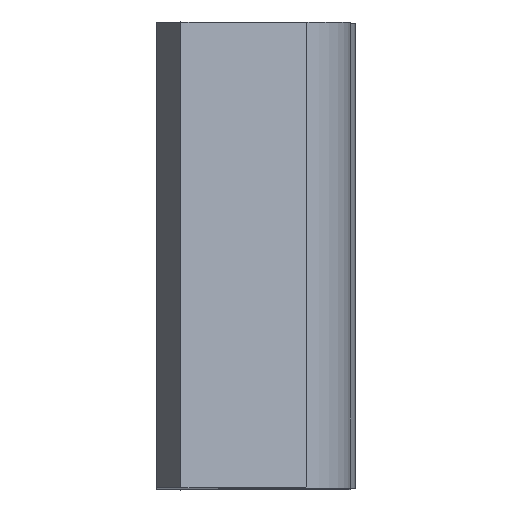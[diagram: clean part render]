
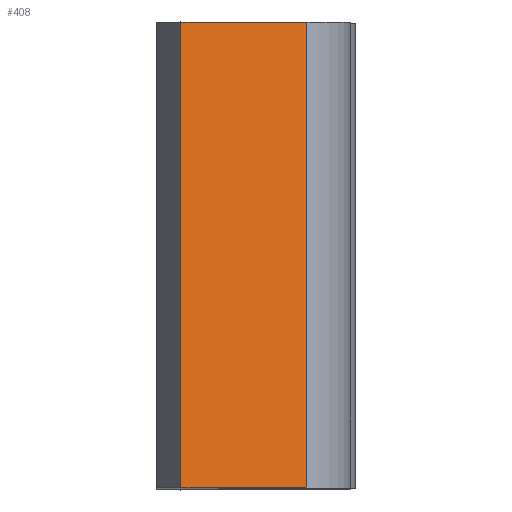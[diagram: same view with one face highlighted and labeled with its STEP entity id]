
A CAD part, top view. The second image highlights one B-rep face of the part: STEP entity #408.
In plain terms, the highlighted planar face has unit normal (0.53, 0, 0.848).
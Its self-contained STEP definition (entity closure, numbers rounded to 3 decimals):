
#30 = CARTESIAN_POINT ( 'NONE',  ( -8.859, 0., 3.942 ) ) ;
#46 = CARTESIAN_POINT ( 'NONE',  ( -8.859, 3., 3.942 ) ) ;
#64 = CARTESIAN_POINT ( 'NONE',  ( -8.048, 0., 3.435 ) ) ;
#105 = DIRECTION ( 'NONE',  ( -0.848, 0., 0.53 ) ) ;
#118 = EDGE_CURVE ( 'NONE', #273, #858, #301, .T. ) ;
#157 = ORIENTED_EDGE ( 'NONE', *, *, #118, .F. ) ;
#185 = VERTEX_POINT ( 'NONE', #466 ) ;
#206 = CARTESIAN_POINT ( 'NONE',  ( -8.859, 0., 3.942 ) ) ;
#230 = AXIS2_PLACEMENT_3D ( 'NONE', #46, #650, #254 ) ;
#237 = EDGE_LOOP ( 'NONE', ( #157, #592, #488, #726 ) ) ;
#254 = DIRECTION ( 'NONE',  ( 0.848, 0., -0.53 ) ) ;
#273 = VERTEX_POINT ( 'NONE', #64 ) ;
#279 = CARTESIAN_POINT ( 'NONE',  ( -8.859, 3., 3.942 ) ) ;
#301 = LINE ( 'NONE', #30, #691 ) ;
#317 = LINE ( 'NONE', #574, #622 ) ;
#336 = CARTESIAN_POINT ( 'NONE',  ( -8.859, 3., 3.942 ) ) ;
#347 = EDGE_CURVE ( 'NONE', #185, #604, #317, .T. ) ;
#368 = VECTOR ( 'NONE', #837, 1000. ) ;
#408 = ADVANCED_FACE ( 'NONE', ( #436 ), #710, .T. ) ;
#425 = CARTESIAN_POINT ( 'NONE',  ( -8.048, 3., 3.435 ) ) ;
#436 = FACE_OUTER_BOUND ( 'NONE', #237, .T. ) ;
#442 = VECTOR ( 'NONE', #795, 1000. ) ;
#464 = LINE ( 'NONE', #336, #442 ) ;
#466 = CARTESIAN_POINT ( 'NONE',  ( -8.048, 3., 3.435 ) ) ;
#473 = EDGE_CURVE ( 'NONE', #604, #858, #464, .T. ) ;
#488 = ORIENTED_EDGE ( 'NONE', *, *, #347, .T. ) ;
#574 = CARTESIAN_POINT ( 'NONE',  ( -8.859, 3., 3.942 ) ) ;
#592 = ORIENTED_EDGE ( 'NONE', *, *, #728, .F. ) ;
#604 = VERTEX_POINT ( 'NONE', #279 ) ;
#622 = VECTOR ( 'NONE', #844, 1000. ) ;
#650 = DIRECTION ( 'NONE',  ( 0.53, 0., 0.848 ) ) ;
#691 = VECTOR ( 'NONE', #105, 1000. ) ;
#708 = LINE ( 'NONE', #425, #368 ) ;
#710 = PLANE ( 'NONE',  #230 ) ;
#726 = ORIENTED_EDGE ( 'NONE', *, *, #473, .T. ) ;
#728 = EDGE_CURVE ( 'NONE', #185, #273, #708, .T. ) ;
#795 = DIRECTION ( 'NONE',  ( 0., -1., 0. ) ) ;
#837 = DIRECTION ( 'NONE',  ( 0., -1., 0. ) ) ;
#844 = DIRECTION ( 'NONE',  ( -0.848, 0., 0.53 ) ) ;
#858 = VERTEX_POINT ( 'NONE', #206 ) ;
